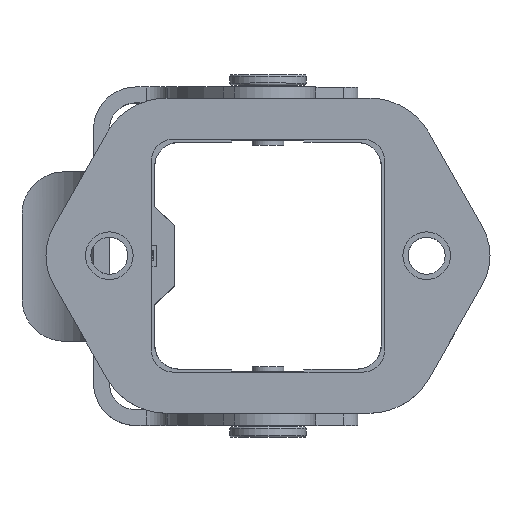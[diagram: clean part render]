
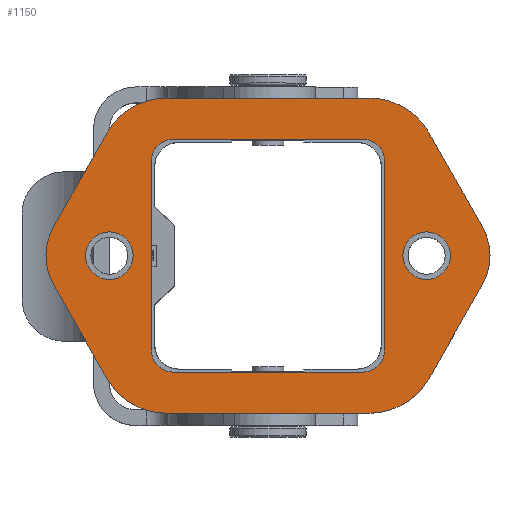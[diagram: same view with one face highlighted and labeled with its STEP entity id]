
A CAD part, top view. The second image highlights one B-rep face of the part: STEP entity #1150.
In plain terms, the highlighted planar face has unit normal (0, 0, 1).
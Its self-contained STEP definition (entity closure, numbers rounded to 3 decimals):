
#460=LINE('',#6851,#692);
#464=LINE('',#6863,#696);
#468=LINE('',#6875,#700);
#472=LINE('',#6887,#704);
#476=LINE('',#6899,#708);
#478=LINE('',#6907,#710);
#481=LINE('',#6913,#713);
#482=LINE('',#6915,#714);
#484=LINE('',#6919,#716);
#486=LINE('',#6923,#718);
#489=LINE('',#6929,#721);
#490=LINE('',#6931,#722);
#491=LINE('',#6933,#723);
#495=LINE('',#6946,#727);
#692=VECTOR('',#4099,1.);
#696=VECTOR('',#4111,1.);
#700=VECTOR('',#4123,1.);
#704=VECTOR('',#4135,1.);
#708=VECTOR('',#4147,1.);
#710=VECTOR('',#4157,1.);
#713=VECTOR('',#4160,1.);
#714=VECTOR('',#4161,1.);
#716=VECTOR('',#4165,1.);
#718=VECTOR('',#4169,1.);
#721=VECTOR('',#4172,1.);
#722=VECTOR('',#4173,1.);
#723=VECTOR('',#4176,1.);
#727=VECTOR('',#4190,1.);
#867=PLANE('',#3619);
#953=CIRCLE('',#3584,6.55);
#955=CIRCLE('',#3588,5.55);
#957=CIRCLE('',#3592,6.55);
#959=CIRCLE('',#3596,6.55);
#961=CIRCLE('',#3600,5.55);
#963=CIRCLE('',#3604,6.55);
#964=CIRCLE('',#3610,2.25);
#965=CIRCLE('',#3612,2.25);
#966=CIRCLE('',#3615,2.);
#967=CIRCLE('',#3616,2.);
#968=CIRCLE('',#3617,2.);
#969=CIRCLE('',#3618,2.);
#1150=ADVANCED_FACE('',(#1295,#1296,#1297,#1298),#867,.T.);
#1295=FACE_BOUND('',#1485,.T.);
#1296=FACE_BOUND('',#1486,.T.);
#1297=FACE_BOUND('',#1487,.T.);
#1298=FACE_BOUND('',#1488,.T.);
#1485=EDGE_LOOP('',(#2133,#2134,#2135,#2136,#2137,#2138,#2139,#2140,#2141,
#2142,#2143,#2144));
#1486=EDGE_LOOP('',(#2145));
#1487=EDGE_LOOP('',(#2146));
#1488=EDGE_LOOP('',(#2147,#2148,#2149,#2150,#2151,#2152,#2153,#2154,#2155,
#2156,#2157,#2158));
#2133=ORIENTED_EDGE('',*,*,#3183,.F.);
#2134=ORIENTED_EDGE('',*,*,#3182,.F.);
#2135=ORIENTED_EDGE('',*,*,#3191,.T.);
#2136=ORIENTED_EDGE('',*,*,#3184,.T.);
#2137=ORIENTED_EDGE('',*,*,#3192,.T.);
#2138=ORIENTED_EDGE('',*,*,#3171,.F.);
#2139=ORIENTED_EDGE('',*,*,#3175,.F.);
#2140=ORIENTED_EDGE('',*,*,#3174,.F.);
#2141=ORIENTED_EDGE('',*,*,#3193,.T.);
#2142=ORIENTED_EDGE('',*,*,#3177,.T.);
#2143=ORIENTED_EDGE('',*,*,#3194,.T.);
#2144=ORIENTED_EDGE('',*,*,#3179,.F.);
#2145=ORIENTED_EDGE('',*,*,#3188,.F.);
#2146=ORIENTED_EDGE('',*,*,#3187,.F.);
#2147=ORIENTED_EDGE('',*,*,#3140,.T.);
#2148=ORIENTED_EDGE('',*,*,#3143,.T.);
#2149=ORIENTED_EDGE('',*,*,#3146,.T.);
#2150=ORIENTED_EDGE('',*,*,#3149,.F.);
#2151=ORIENTED_EDGE('',*,*,#3152,.T.);
#2152=ORIENTED_EDGE('',*,*,#3155,.T.);
#2153=ORIENTED_EDGE('',*,*,#3158,.T.);
#2154=ORIENTED_EDGE('',*,*,#3161,.T.);
#2155=ORIENTED_EDGE('',*,*,#3164,.F.);
#2156=ORIENTED_EDGE('',*,*,#3167,.F.);
#2157=ORIENTED_EDGE('',*,*,#3170,.T.);
#2158=ORIENTED_EDGE('',*,*,#3190,.F.);
#2733=VERTEX_POINT('',#6839);
#2736=VERTEX_POINT('',#6844);
#2738=VERTEX_POINT('',#6850);
#2740=VERTEX_POINT('',#6856);
#2742=VERTEX_POINT('',#6862);
#2744=VERTEX_POINT('',#6868);
#2746=VERTEX_POINT('',#6874);
#2748=VERTEX_POINT('',#6880);
#2750=VERTEX_POINT('',#6886);
#2752=VERTEX_POINT('',#6892);
#2754=VERTEX_POINT('',#6898);
#2756=VERTEX_POINT('',#6904);
#2757=VERTEX_POINT('',#6908);
#2758=VERTEX_POINT('',#6909);
#2759=VERTEX_POINT('',#6912);
#2760=VERTEX_POINT('',#6914);
#2761=VERTEX_POINT('',#6918);
#2762=VERTEX_POINT('',#6920);
#2763=VERTEX_POINT('',#6924);
#2764=VERTEX_POINT('',#6925);
#2765=VERTEX_POINT('',#6928);
#2766=VERTEX_POINT('',#6930);
#2767=VERTEX_POINT('',#6934);
#2768=VERTEX_POINT('',#6935);
#2769=VERTEX_POINT('',#6940);
#2770=VERTEX_POINT('',#6943);
#3140=EDGE_CURVE('',#2733,#2736,#953,.T.);
#3143=EDGE_CURVE('',#2736,#2738,#460,.T.);
#3146=EDGE_CURVE('',#2738,#2740,#955,.T.);
#3149=EDGE_CURVE('',#2742,#2740,#464,.T.);
#3152=EDGE_CURVE('',#2742,#2744,#957,.T.);
#3155=EDGE_CURVE('',#2744,#2746,#468,.T.);
#3158=EDGE_CURVE('',#2746,#2748,#959,.T.);
#3161=EDGE_CURVE('',#2748,#2750,#472,.T.);
#3164=EDGE_CURVE('',#2752,#2750,#961,.T.);
#3167=EDGE_CURVE('',#2754,#2752,#476,.T.);
#3170=EDGE_CURVE('',#2754,#2756,#963,.T.);
#3171=EDGE_CURVE('',#2757,#2758,#478,.T.);
#3174=EDGE_CURVE('',#2759,#2760,#481,.T.);
#3175=EDGE_CURVE('',#2760,#2757,#482,.T.);
#3177=EDGE_CURVE('',#2762,#2761,#484,.T.);
#3179=EDGE_CURVE('',#2763,#2764,#486,.T.);
#3182=EDGE_CURVE('',#2765,#2766,#489,.T.);
#3183=EDGE_CURVE('',#2766,#2763,#490,.T.);
#3184=EDGE_CURVE('',#2767,#2768,#491,.T.);
#3187=EDGE_CURVE('',#2769,#2769,#964,.T.);
#3188=EDGE_CURVE('',#2770,#2770,#965,.T.);
#3190=EDGE_CURVE('',#2733,#2756,#495,.T.);
#3191=EDGE_CURVE('',#2765,#2767,#966,.T.);
#3192=EDGE_CURVE('',#2768,#2758,#967,.T.);
#3193=EDGE_CURVE('',#2759,#2762,#968,.T.);
#3194=EDGE_CURVE('',#2761,#2764,#969,.T.);
#3584=AXIS2_PLACEMENT_3D('',#6845,#4093,#4094);
#3588=AXIS2_PLACEMENT_3D('',#6857,#4105,#4106);
#3592=AXIS2_PLACEMENT_3D('',#6869,#4117,#4118);
#3596=AXIS2_PLACEMENT_3D('',#6881,#4129,#4130);
#3600=AXIS2_PLACEMENT_3D('',#6893,#4141,#4142);
#3604=AXIS2_PLACEMENT_3D('',#6905,#4153,#4154);
#3610=AXIS2_PLACEMENT_3D('',#6939,#4181,#4182);
#3612=AXIS2_PLACEMENT_3D('',#6942,#4185,#4186);
#3615=AXIS2_PLACEMENT_3D('',#6948,#4193,#4194);
#3616=AXIS2_PLACEMENT_3D('',#6949,#4195,#4196);
#3617=AXIS2_PLACEMENT_3D('',#6950,#4197,#4198);
#3618=AXIS2_PLACEMENT_3D('',#6951,#4199,#4200);
#3619=AXIS2_PLACEMENT_3D('',#6952,#4201,#4202);
#4093=DIRECTION('',(0.,0.,1.));
#4094=DIRECTION('',(1.,0.,0.));
#4099=DIRECTION('',(0.494,0.87,0.));
#4105=DIRECTION('',(0.,0.,1.));
#4106=DIRECTION('',(1.,0.,0.));
#4111=DIRECTION('',(0.494,-0.87,0.));
#4117=DIRECTION('',(0.,0.,1.));
#4118=DIRECTION('',(1.,0.,0.));
#4123=DIRECTION('',(-1.,0.,0.));
#4129=DIRECTION('',(0.,0.,1.));
#4130=DIRECTION('',(1.,0.,0.));
#4135=DIRECTION('',(-0.494,-0.87,0.));
#4141=DIRECTION('',(0.,0.,-1.));
#4142=DIRECTION('',(1.,0.,0.));
#4147=DIRECTION('',(-0.494,0.87,0.));
#4153=DIRECTION('',(0.,0.,1.));
#4154=DIRECTION('',(1.,0.,0.));
#4157=DIRECTION('',(-1.,0.,0.));
#4160=DIRECTION('',(-1.,0.,0.));
#4161=DIRECTION('',(-1.,0.,0.));
#4165=DIRECTION('',(0.,-1.,0.));
#4169=DIRECTION('',(1.,0.,0.));
#4172=DIRECTION('',(1.,0.,0.));
#4173=DIRECTION('',(1.,0.,0.));
#4176=DIRECTION('',(0.,1.,0.));
#4181=DIRECTION('',(0.,0.,1.));
#4182=DIRECTION('',(1.,0.,0.));
#4185=DIRECTION('',(0.,0.,1.));
#4186=DIRECTION('',(1.,0.,0.));
#4190=DIRECTION('',(-1.,0.,0.));
#4193=DIRECTION('',(0.,0.,-1.));
#4194=DIRECTION('',(1.,0.,0.));
#4195=DIRECTION('',(0.,0.,-1.));
#4196=DIRECTION('',(1.,0.,0.));
#4197=DIRECTION('',(0.,0.,-1.));
#4198=DIRECTION('',(1.,0.,0.));
#4199=DIRECTION('',(0.,0.,-1.));
#4200=DIRECTION('',(1.,0.,0.));
#4201=DIRECTION('',(0.,0.,1.));
#4202=DIRECTION('',(-1.,0.,0.));
#6839=CARTESIAN_POINT('',(9.546,-14.896,1.7));
#6844=CARTESIAN_POINT('',(15.241,-11.581,1.7));
#6845=CARTESIAN_POINT('',(9.546,-8.346,1.7));
#6850=CARTESIAN_POINT('',(20.265,-2.736,1.7));
#6851=CARTESIAN_POINT('',(19.579,-3.944,1.7));
#6856=CARTESIAN_POINT('',(20.265,2.746,1.7));
#6857=CARTESIAN_POINT('',(15.439,0.005,1.7));
#6862=CARTESIAN_POINT('',(15.241,11.591,1.7));
#6863=CARTESIAN_POINT('',(9.273,22.099,1.7));
#6868=CARTESIAN_POINT('',(9.546,14.906,1.7));
#6869=CARTESIAN_POINT('',(9.546,8.356,1.7));
#6874=CARTESIAN_POINT('',(-9.546,14.906,1.7));
#6875=CARTESIAN_POINT('',(-8.5,14.906,1.7));
#6880=CARTESIAN_POINT('',(-15.241,11.591,1.7));
#6881=CARTESIAN_POINT('',(-9.546,8.356,1.7));
#6886=CARTESIAN_POINT('',(-20.265,2.746,1.7));
#6887=CARTESIAN_POINT('',(-13.419,14.799,1.7));
#6892=CARTESIAN_POINT('',(-20.265,-2.736,1.7));
#6893=CARTESIAN_POINT('',(-15.439,0.005,1.7));
#6898=CARTESIAN_POINT('',(-15.241,-11.581,1.7));
#6899=CARTESIAN_POINT('',(-23.726,3.356,1.7));
#6904=CARTESIAN_POINT('',(-9.546,-14.896,1.7));
#6905=CARTESIAN_POINT('',(-9.546,-8.346,1.7));
#6907=CARTESIAN_POINT('',(-8.5,11.005,1.7));
#6908=CARTESIAN_POINT('',(-3.403,11.005,1.7));
#6909=CARTESIAN_POINT('',(-9.,11.005,1.7));
#6912=CARTESIAN_POINT('',(9.,11.005,1.7));
#6913=CARTESIAN_POINT('',(-8.5,11.005,1.7));
#6914=CARTESIAN_POINT('',(3.403,11.005,1.7));
#6915=CARTESIAN_POINT('',(-8.5,11.005,1.7));
#6918=CARTESIAN_POINT('',(11.,-8.995,1.7));
#6919=CARTESIAN_POINT('',(11.,12.005,1.7));
#6920=CARTESIAN_POINT('',(11.,9.005,1.7));
#6923=CARTESIAN_POINT('',(-8.5,-10.995,1.7));
#6924=CARTESIAN_POINT('',(3.403,-10.995,1.7));
#6925=CARTESIAN_POINT('',(9.,-10.995,1.7));
#6928=CARTESIAN_POINT('',(-9.,-10.995,1.7));
#6929=CARTESIAN_POINT('',(-8.5,-10.995,1.7));
#6930=CARTESIAN_POINT('',(-3.403,-10.995,1.7));
#6931=CARTESIAN_POINT('',(-8.5,-10.995,1.7));
#6933=CARTESIAN_POINT('',(-11.,12.005,1.7));
#6934=CARTESIAN_POINT('',(-11.,-8.995,1.7));
#6935=CARTESIAN_POINT('',(-11.,9.005,1.7));
#6939=CARTESIAN_POINT('',(15.,0.005,1.7));
#6940=CARTESIAN_POINT('',(17.25,0.005,1.7));
#6942=CARTESIAN_POINT('',(-15.,0.005,1.7));
#6943=CARTESIAN_POINT('',(-12.75,0.005,1.7));
#6946=CARTESIAN_POINT('',(-8.5,-14.896,1.7));
#6948=CARTESIAN_POINT('',(-9.,-8.995,1.7));
#6949=CARTESIAN_POINT('',(-9.,9.005,1.7));
#6950=CARTESIAN_POINT('',(9.,9.005,1.7));
#6951=CARTESIAN_POINT('',(9.,-8.995,1.7));
#6952=CARTESIAN_POINT('',(-8.5,12.005,1.7));
